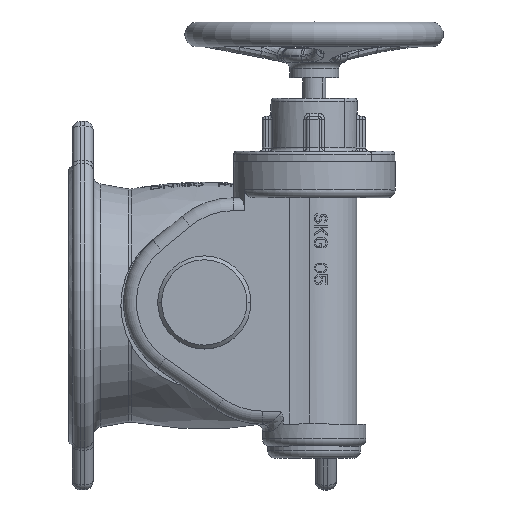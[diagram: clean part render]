
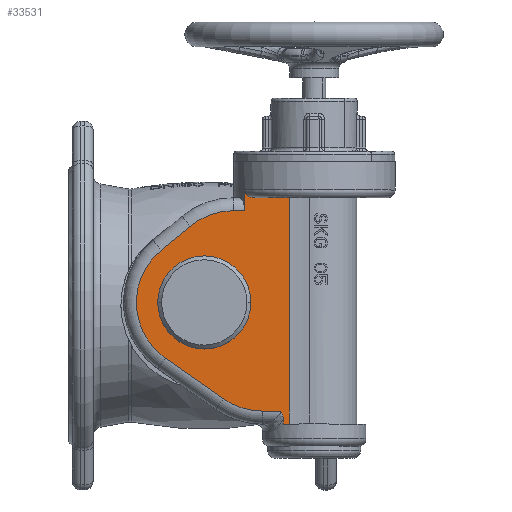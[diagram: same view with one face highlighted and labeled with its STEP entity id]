
A CAD part, top view. The second image highlights one B-rep face of the part: STEP entity #33531.
In plain terms, the highlighted planar face has unit normal (0, 0, 1).
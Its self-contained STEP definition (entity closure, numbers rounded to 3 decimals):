
#26866=CARTESIAN_POINT('',(-46.564,81.,32.));
#26867=CARTESIAN_POINT('',(-47.267,81.,32.));
#26868=CARTESIAN_POINT('',(-48.589,81.159,32.));
#26869=CARTESIAN_POINT('',(-50.407,81.843,32.));
#26870=CARTESIAN_POINT('',(-51.817,82.826,32.));
#26871=CARTESIAN_POINT('',(-52.908,84.098,32.));
#26872=CARTESIAN_POINT('',(-53.561,85.573,32.));
#26873=CARTESIAN_POINT('',(-53.687,86.521,32.));
#26874=CARTESIAN_POINT('',(-53.687,87.,32.));
#26903=DIRECTION('',(1.,0.,0.));
#26904=VECTOR('',#26903,27.459);
#26905=CARTESIAN_POINT('',(-46.564,81.,32.));
#26906=LINE('',#26905,#26904);
#28259=DIRECTION('',(1.,0.,0.));
#28260=VECTOR('',#28259,4.895);
#28261=CARTESIAN_POINT('',(-24.,-94.,32.));
#28262=LINE('',#28261,#28260);
#28356=DIRECTION('',(0.,-1.,0.));
#28357=VECTOR('',#28356,3.92);
#28358=CARTESIAN_POINT('',(-24.,-90.08,
32.));
#28359=LINE('',#28358,#28357);
#28363=DIRECTION('',(-1.,0.,0.));
#28364=VECTOR('',#28363,14.077);
#28365=CARTESIAN_POINT('',(-25.923,-84.,
32.));
#28366=LINE('',#28365,#28364);
#28370=CARTESIAN_POINT('',(-40.,-31.5,32.));
#28371=DIRECTION('',(0.,0.,-1.));
#28372=DIRECTION('',(0.,-1.,0.));
#28373=AXIS2_PLACEMENT_3D('',#28370,#28371,#28372);
#28378=DIRECTION('',(-0.819,0.573,0.));
#28379=VECTOR('',#28378,54.93);
#28380=CARTESIAN_POINT('',(-70.107,-74.51,32.));
#28381=LINE('',#28380,#28379);
#28385=CARTESIAN_POINT('',(-85.,0.,32.));
#28386=DIRECTION('',(0.,0.,-1.));
#28387=DIRECTION('',(-0.573,-0.819,0.));
#28388=AXIS2_PLACEMENT_3D('',#28385,#28386,#28387);
#28393=DIRECTION('',(0.772,0.635,0.));
#28394=VECTOR('',#28393,29.129);
#28395=CARTESIAN_POINT('',(-118.343,40.552,32.));
#28396=LINE('',#28395,#28394);
#28400=CARTESIAN_POINT('',(-62.5,18.5,32.));
#28401=DIRECTION('',(0.,0.,-1.));
#28402=DIRECTION('',(-0.635,0.772,0.));
#28403=AXIS2_PLACEMENT_3D('',#28400,#28401,#28402);
#28408=DIRECTION('',(1.,0.,0.));
#28409=VECTOR('',#28408,8.813);
#28410=CARTESIAN_POINT('',(-62.5,71.,32.));
#28411=LINE('',#28410,#28409);
#28415=DIRECTION('',(0.,1.,0.));
#28416=VECTOR('',#28415,175.);
#28417=CARTESIAN_POINT('',(-19.105,-94.,32.));
#28418=LINE('',#28417,#28416);
#28422=CARTESIAN_POINT('',(-85.,0.,32.));
#28423=DIRECTION('',(0.,0.,1.));
#28424=DIRECTION('',(1.,0.,0.));
#28425=AXIS2_PLACEMENT_3D('',#28422,#28423,#28424);
#28430=CARTESIAN_POINT('',(-85.,0.,32.));
#28431=DIRECTION('',(0.,0.,1.));
#28432=DIRECTION('',(-1.,0.,0.));
#28433=AXIS2_PLACEMENT_3D('',#28430,#28431,#28432);
#28438=CARTESIAN_POINT('',(-25.923,-84.,
32.));
#28439=CARTESIAN_POINT('',(-25.61,-84.406,
32.));
#28440=CARTESIAN_POINT('',(-25.047,-85.277,
32.));
#28441=CARTESIAN_POINT('',(-24.408,-86.853,
32.));
#28442=CARTESIAN_POINT('',(-24.059,-88.538,
32.));
#28443=CARTESIAN_POINT('',(-24.,-89.571,
32.));
#28444=CARTESIAN_POINT('',(-24.,-90.08,
32.));
#28488=DIRECTION('',(0.,-1.,0.));
#28489=VECTOR('',#28488,16.);
#28490=CARTESIAN_POINT('',(-53.687,87.,32.));
#28491=LINE('',#28490,#28489);
#31767=CARTESIAN_POINT('',(-53.687,87.,32.));
#31768=VERTEX_POINT('',#31767);
#31771=VERTEX_POINT('',#26866);
#31783=CARTESIAN_POINT('',(-19.105,81.,32.));
#31785=VERTEX_POINT('',#31783);
#31789=CARTESIAN_POINT('',(-19.105,-94.,32.));
#31790=VERTEX_POINT('',#31789);
#31799=CARTESIAN_POINT('',(-62.5,71.,32.));
#31800=CARTESIAN_POINT('',(-53.687,71.,32.));
#31801=VERTEX_POINT('',#31799);
#31802=VERTEX_POINT('',#31800);
#31809=CARTESIAN_POINT('',(-95.843,59.052,32.));
#31810=VERTEX_POINT('',#31809);
#31813=CARTESIAN_POINT('',(-118.343,40.552,32.));
#31814=VERTEX_POINT('',#31813);
#31817=CARTESIAN_POINT('',(-115.107,-43.01,32.));
#31818=VERTEX_POINT('',#31817);
#31821=CARTESIAN_POINT('',(-70.107,-74.51,32.));
#31822=VERTEX_POINT('',#31821);
#31823=CARTESIAN_POINT('',(-40.,-84.,32.));
#31824=VERTEX_POINT('',#31823);
#31825=CARTESIAN_POINT('',(-24.,-94.,32.));
#31826=VERTEX_POINT('',#31825);
#31839=VERTEX_POINT('',#28438);
#31840=VERTEX_POINT('',#28444);
#32622=CARTESIAN_POINT('',(-49.,0.,32.));
#32623=CARTESIAN_POINT('',(-121.,0.,32.));
#32624=VERTEX_POINT('',#32622);
#32625=VERTEX_POINT('',#32623);
#33500=CARTESIAN_POINT('',(0.,0.,32.));
#33501=DIRECTION('',(0.,0.,1.));
#33502=DIRECTION('',(1.,0.,0.));
#33503=AXIS2_PLACEMENT_3D('',#33500,#33501,#33502);
#33504=PLANE('',#33503);
#33505=ORIENTED_EDGE('',*,*,#33408,.F.);
#33507=ORIENTED_EDGE('',*,*,#33506,.F.);
#33509=ORIENTED_EDGE('',*,*,#33508,.T.);
#33510=ORIENTED_EDGE('',*,*,#33492,.T.);
#33511=ORIENTED_EDGE('',*,*,#32826,.T.);
#33512=ORIENTED_EDGE('',*,*,#32842,.T.);
#33513=ORIENTED_EDGE('',*,*,#32883,.T.);
#33514=ORIENTED_EDGE('',*,*,#32898,.T.);
#33516=ORIENTED_EDGE('',*,*,#33515,.T.);
#33518=ORIENTED_EDGE('',*,*,#33517,.F.);
#33519=ORIENTED_EDGE('',*,*,#32969,.F.);
#33520=ORIENTED_EDGE('',*,*,#32985,.T.);
#33521=ORIENTED_EDGE('',*,*,#33006,.F.);
#33522=ORIENTED_EDGE('',*,*,#33388,.F.);
#33523=EDGE_LOOP('',(#33505,#33507,#33509,#33510,#33511,#33512,#33513,#33514,
#33516,#33518,#33519,#33520,#33521,#33522));
#33524=FACE_OUTER_BOUND('',#33523,.F.);
#33526=ORIENTED_EDGE('',*,*,#33525,.T.);
#33528=ORIENTED_EDGE('',*,*,#33527,.T.);
#33529=EDGE_LOOP('',(#33526,#33528));
#33530=FACE_BOUND('',#33529,.F.);
#33531=ADVANCED_FACE('',(#33524,#33530),#33504,.T.);
#26875=B_SPLINE_CURVE_WITH_KNOTS('',3,(#26866,#26867,#26868,#26869,#26870,
#26871,#26872,#26873,#26874),.UNSPECIFIED.,.F.,.F.,(4,1,1,1,1,1,4),(0.,
0.167,0.333,0.5,0.667,0.833,
1.),.UNSPECIFIED.);
#28374=CIRCLE('',#28373,52.5);
#28389=CIRCLE('',#28388,52.5);
#28404=CIRCLE('',#28403,52.5);
#28426=CIRCLE('',#28425,36.);
#28434=CIRCLE('',#28433,36.);
#28445=B_SPLINE_CURVE_WITH_KNOTS('',3,(#28438,#28439,#28440,#28441,#28442,
#28443,#28444),.UNSPECIFIED.,.F.,.F.,(4,1,1,1,4),(0.,0.25,0.5,0.75,
1.),.UNSPECIFIED.);
#32826=EDGE_CURVE('',#31822,#31818,#28381,.T.);
#32842=EDGE_CURVE('',#31818,#31814,#28389,.T.);
#32883=EDGE_CURVE('',#31814,#31810,#28396,.T.);
#32898=EDGE_CURVE('',#31810,#31801,#28404,.T.);
#32969=EDGE_CURVE('',#31771,#31768,#26875,.T.);
#32985=EDGE_CURVE('',#31771,#31785,#26906,.T.);
#33006=EDGE_CURVE('',#31790,#31785,#28418,.T.);
#33388=EDGE_CURVE('',#31826,#31790,#28262,.T.);
#33408=EDGE_CURVE('',#31840,#31826,#28359,.T.);
#33492=EDGE_CURVE('',#31824,#31822,#28374,.T.);
#33506=EDGE_CURVE('',#31839,#31840,#28445,.T.);
#33508=EDGE_CURVE('',#31839,#31824,#28366,.T.);
#33515=EDGE_CURVE('',#31801,#31802,#28411,.T.);
#33517=EDGE_CURVE('',#31768,#31802,#28491,.T.);
#33525=EDGE_CURVE('',#32624,#32625,#28426,.T.);
#33527=EDGE_CURVE('',#32625,#32624,#28434,.T.);
